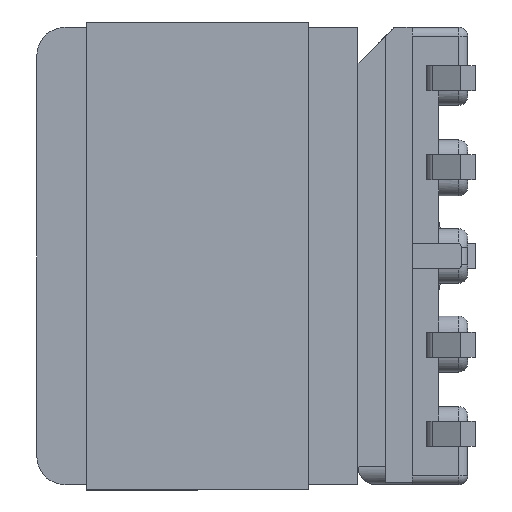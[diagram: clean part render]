
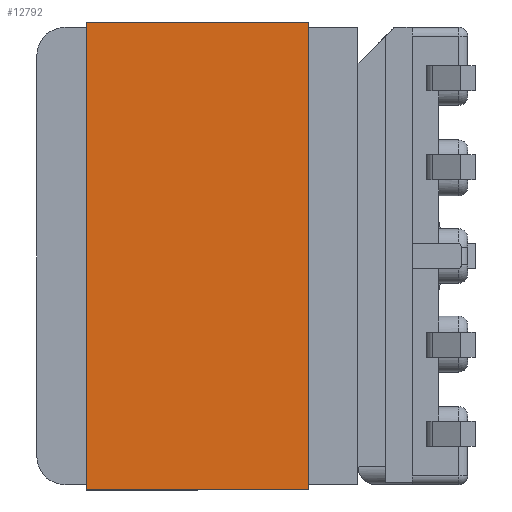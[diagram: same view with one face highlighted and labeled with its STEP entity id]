
A CAD part, left-side view. The second image highlights one B-rep face of the part: STEP entity #12792.
In plain terms, the highlighted planar face has unit normal (-1, 0, 0).
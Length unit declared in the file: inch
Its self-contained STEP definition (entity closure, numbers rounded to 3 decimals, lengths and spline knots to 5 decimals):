
#246 = ORIENTED_EDGE ( 'NONE', *, *, #5465, .T. ) ;
#332 = DIRECTION ( 'NONE',  ( 0., 0., 1. ) ) ;
#1544 = CARTESIAN_POINT ( 'NONE',  ( -0.00591, -0.50984, 0. ) ) ;
#1643 = EDGE_CURVE ( 'NONE', #5605, #12601, #6757, .T. ) ;
#1710 = FACE_OUTER_BOUND ( 'NONE', #3175, .T. ) ;
#1995 = DIRECTION ( 'NONE',  ( 0., 0., 1. ) ) ;
#2017 = CARTESIAN_POINT ( 'NONE',  ( -0.00591, 0.00591, -0.24488 ) ) ;
#2153 = VECTOR ( 'NONE', #1995, 39.37008 ) ;
#2298 = CARTESIAN_POINT ( 'NONE',  ( -0.00591, 0.00591, -0.24488 ) ) ;
#2596 = ORIENTED_EDGE ( 'NONE', *, *, #8450, .T. ) ;
#3175 = EDGE_LOOP ( 'NONE', ( #12253, #8474, #2596, #246 ) ) ;
#3197 = PLANE ( 'NONE',  #6224 ) ;
#3206 = CARTESIAN_POINT ( 'NONE',  ( -0.00591, 0.00591, -0.24488 ) ) ;
#3499 = CARTESIAN_POINT ( 'NONE',  ( -0.00591, 0.00591, -0.24488 ) ) ;
#3944 = VECTOR ( 'NONE', #7214, 39.37008 ) ;
#4202 = DIRECTION ( 'NONE',  ( -1., 0., 0. ) ) ;
#5079 = CARTESIAN_POINT ( 'NONE',  ( -0.00591, -0.50984, -0.24488 ) ) ;
#5300 = DIRECTION ( 'NONE',  ( 0., -1., 0. ) ) ;
#5465 = EDGE_CURVE ( 'NONE', #11283, #9824, #7163, .T. ) ;
#5605 = VERTEX_POINT ( 'NONE', #3206 ) ;
#6224 = AXIS2_PLACEMENT_3D ( 'NONE', #2298, #4202, #5300 ) ;
#6757 = LINE ( 'NONE', #3499, #11316 ) ;
#7163 = LINE ( 'NONE', #13457, #2153 ) ;
#7214 = DIRECTION ( 'NONE',  ( 0., -1., 0. ) ) ;
#7948 = VECTOR ( 'NONE', #9308, 39.37008 ) ;
#7992 = LINE ( 'NONE', #2017, #3944 ) ;
#8450 = EDGE_CURVE ( 'NONE', #5605, #11283, #7992, .T. ) ;
#8474 = ORIENTED_EDGE ( 'NONE', *, *, #1643, .F. ) ;
#9081 = LINE ( 'NONE', #12496, #7948 ) ;
#9308 = DIRECTION ( 'NONE',  ( 0., -1., 0. ) ) ;
#9561 = EDGE_CURVE ( 'NONE', #12601, #9824, #9081, .T. ) ;
#9824 = VERTEX_POINT ( 'NONE', #1544 ) ;
#11283 = VERTEX_POINT ( 'NONE', #5079 ) ;
#11316 = VECTOR ( 'NONE', #332, 39.37008 ) ;
#12253 = ORIENTED_EDGE ( 'NONE', *, *, #9561, .F. ) ;
#12496 = CARTESIAN_POINT ( 'NONE',  ( -0.00591, 0.00591, 0. ) ) ;
#12601 = VERTEX_POINT ( 'NONE', #13137 ) ;
#12792 = ADVANCED_FACE ( 'NONE', ( #1710 ), #3197, .T. ) ;
#13137 = CARTESIAN_POINT ( 'NONE',  ( -0.00591, 0.00591, 0. ) ) ;
#13457 = CARTESIAN_POINT ( 'NONE',  ( -0.00591, -0.50984, -0.24488 ) ) ;
